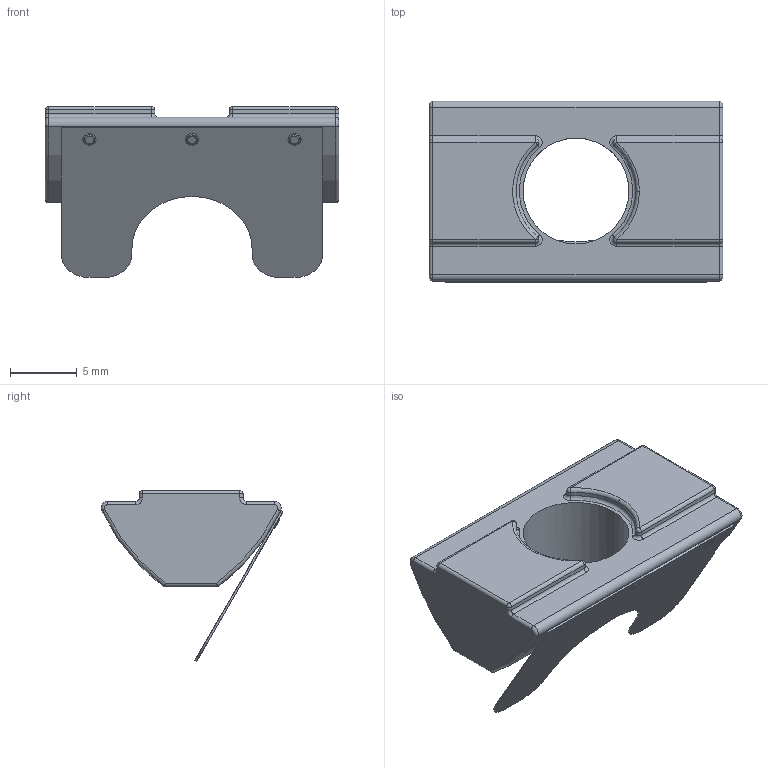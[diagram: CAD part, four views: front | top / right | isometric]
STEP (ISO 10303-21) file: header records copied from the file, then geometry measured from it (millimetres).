
FILE_DESCRIPTION(/* description */ (''),/* implementation_level */ '2;1');
FILE_NAME(/* name */ '516S30-PF.step',/* time_stamp */ '2024-10-23T08:09:01-04:00',/* author */ ('JVann-Robertson'),/* organization */ (''),/* preprocessor_version */ 'ST-DEVELOPER v18.1',/* originating_system */ 'AutoCAD Mechanical',/* authorisation */ '');
FILE_SCHEMA (('AUTOMOTIVE_DESIGN { 1 0 10303 214 3 1 1 }'));
Length unit declared in the file: millimetre
Products named in the file (2): Product; 5278N26_NO THREADS_T-Slotted Framing Fasteners
Assembly tree (1 placements, depth 2):
  Product
    5278N26_NO THREADS_T-Slotted Framing Fasteners
Bounding box: 22 x 13.64 x 12.8 mm (x, y, z)
Volume: 1211.5 mm3; surface area: 1336.1 mm2
Topology: 2 solids, 2 shells, 120 faces, 273 edges, 151 vertices
Faces by surface type: cylinder 44, torus 29, plane 23, sphere 14, cone 6, bspline 4
Entity records: 3447 total; most frequent: CARTESIAN_POINT 673, DIRECTION 659, ORIENTED_EDGE 530, AXIS2_PLACEMENT_3D 281, EDGE_CURVE 265, CIRCLE 162, VERTEX_POINT 151, EDGE_LOOP 124
